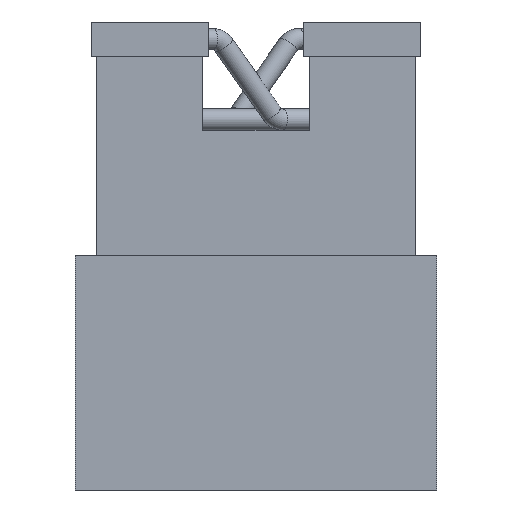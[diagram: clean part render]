
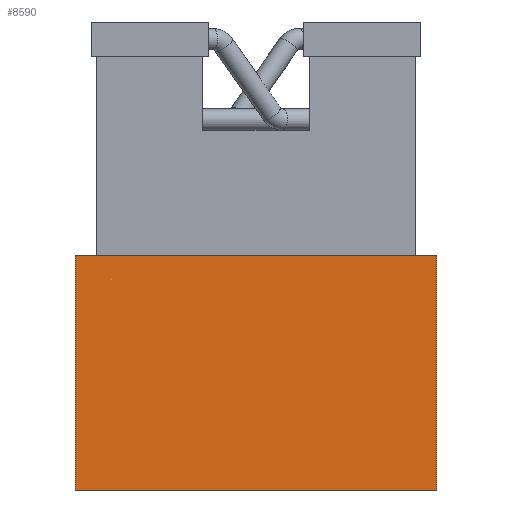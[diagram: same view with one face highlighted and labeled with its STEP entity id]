
A CAD part, left-side view. The second image highlights one B-rep face of the part: STEP entity #8590.
In plain terms, the highlighted planar face has unit normal (-1, 0, 0).
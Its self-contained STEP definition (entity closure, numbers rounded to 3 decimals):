
#8590 = ADVANCED_FACE('',(#8591),#8625,.T.);
#8591 = FACE_BOUND('',#8592,.T.);
#8592 = EDGE_LOOP('',(#8593,#8603,#8611,#8619));
#8593 = ORIENTED_EDGE('',*,*,#8594,.F.);
#8594 = EDGE_CURVE('',#8595,#8597,#8599,.T.);
#8595 = VERTEX_POINT('',#8596);
#8596 = CARTESIAN_POINT('',(-0.8,0.425,-0.55));
#8597 = VERTEX_POINT('',#8598);
#8598 = CARTESIAN_POINT('',(-0.8,-0.425,-0.55));
#8599 = LINE('',#8600,#8601);
#8600 = CARTESIAN_POINT('',(-0.8,0.425,-0.55));
#8601 = VECTOR('',#8602,1.);
#8602 = DIRECTION('',(0.,-1.,0.));
#8603 = ORIENTED_EDGE('',*,*,#8604,.F.);
#8604 = EDGE_CURVE('',#8605,#8595,#8607,.T.);
#8605 = VERTEX_POINT('',#8606);
#8606 = CARTESIAN_POINT('',(-0.8,0.425,-1.1));
#8607 = LINE('',#8608,#8609);
#8608 = CARTESIAN_POINT('',(-0.8,0.425,-1.1));
#8609 = VECTOR('',#8610,1.);
#8610 = DIRECTION('',(0.,0.,1.));
#8611 = ORIENTED_EDGE('',*,*,#8612,.T.);
#8612 = EDGE_CURVE('',#8605,#8613,#8615,.T.);
#8613 = VERTEX_POINT('',#8614);
#8614 = CARTESIAN_POINT('',(-0.8,-0.425,-1.1));
#8615 = LINE('',#8616,#8617);
#8616 = CARTESIAN_POINT('',(-0.8,0.425,-1.1));
#8617 = VECTOR('',#8618,1.);
#8618 = DIRECTION('',(0.,-1.,0.));
#8619 = ORIENTED_EDGE('',*,*,#8620,.T.);
#8620 = EDGE_CURVE('',#8613,#8597,#8621,.T.);
#8621 = LINE('',#8622,#8623);
#8622 = CARTESIAN_POINT('',(-0.8,-0.425,-1.1));
#8623 = VECTOR('',#8624,1.);
#8624 = DIRECTION('',(0.,0.,1.));
#8625 = PLANE('',#8626);
#8626 = AXIS2_PLACEMENT_3D('',#8627,#8628,#8629);
#8627 = CARTESIAN_POINT('',(-0.8,0.425,-1.1));
#8628 = DIRECTION('',(-1.,0.,0.));
#8629 = DIRECTION('',(0.,0.,1.));
